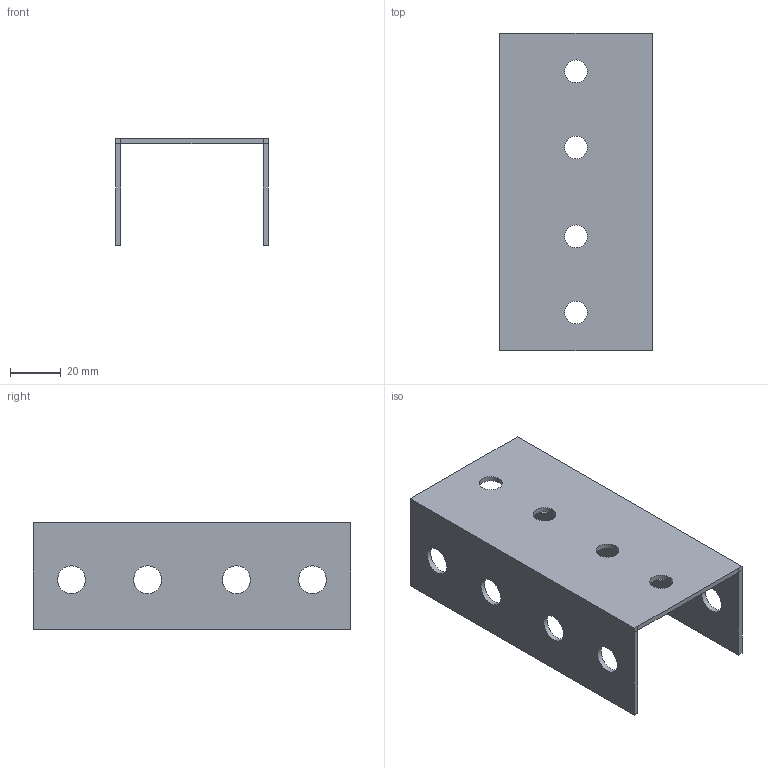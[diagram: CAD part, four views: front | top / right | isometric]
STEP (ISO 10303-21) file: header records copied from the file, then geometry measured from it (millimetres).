
FILE_DESCRIPTION (( 'STEP AP203' ), '1' );
FILE_NAME ('CLP1Z-CP-M-HDZ Ñîåäèíèòåëü ïðîôèëÿ IEK HDZ.STEP', '2016-03-22T11:37:49', ( '' ), ( '' ), 'SwSTEP 2.0', 'SolidWorks 2014', '' );
FILE_SCHEMA (( 'CONFIG_CONTROL_DESIGN' ));
Length unit declared in the file: millimetre
Products named in the file (1): CLP1Z-CP-M-HDZ Ñîåäèíèòåëü ïðîôèëÿ IEK HDZ
Bounding box: 60 x 125 x 42 mm (x, y, z)
Volume: 32970.5 mm3; surface area: 34809.6 mm2
Topology: 1 solids, 1 shells, 30 faces, 80 edges, 52 vertices
Faces by surface type: plane 18, cylinder 12
Full cylindrical faces by diameter (mm): 9 x4, 11 x8
Entity records: 965 total; most frequent: DIRECTION 150, CARTESIAN_POINT 143, ORIENTED_EDGE 128, EDGE_LOOP 66, EDGE_CURVE 64, AXIS2_PLACEMENT_3D 55, VERTEX_POINT 48, FACE_OUTER_BOUND 42
